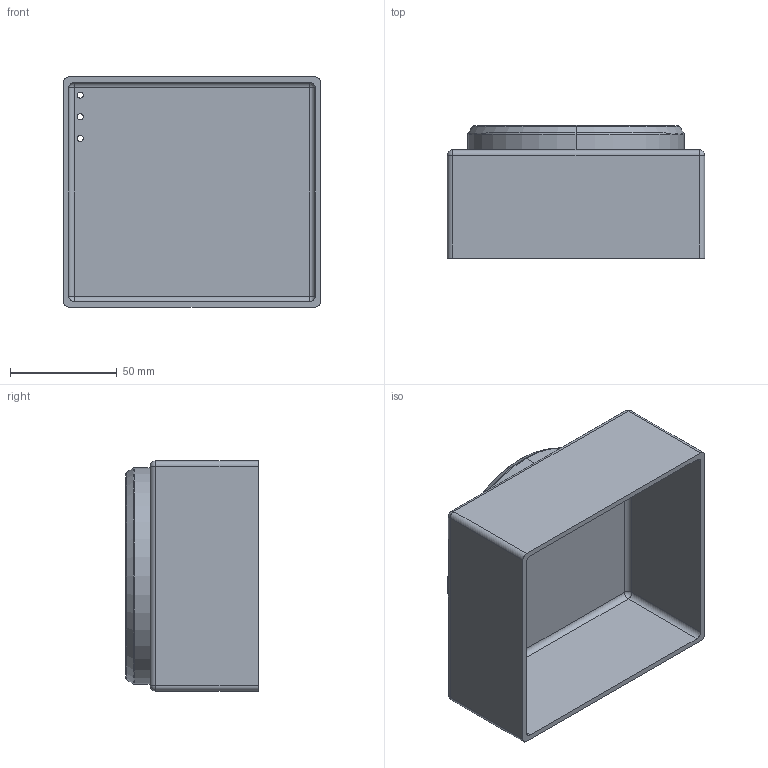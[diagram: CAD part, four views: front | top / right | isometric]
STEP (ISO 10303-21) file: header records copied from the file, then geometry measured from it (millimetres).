
FILE_DESCRIPTION (( 'STEP AP214' ), '1' );
FILE_NAME ('new soap.STEP', '2017-07-28T08:51:28', ( '' ), ( '' ), 'SwSTEP 2.0', 'SolidWorks 2016', '' );
FILE_SCHEMA (( 'AUTOMOTIVE_DESIGN' ));
Length unit declared in the file: inch
Products named in the file (1): new soap
Bounding box: 120.65 x 62.23 x 107.95 mm (x, y, z)
Volume: 141531.1 mm3; surface area: 73531.2 mm2
Topology: 1 solids, 1 shells, 60 faces, 136 edges, 74 vertices
Faces by surface type: cylinder 24, plane 14, torus 8, sphere 8, cone 4, bspline 2
Entity records: 1681 total; most frequent: DIRECTION 312, CARTESIAN_POINT 289, ORIENTED_EDGE 256, AXIS2_PLACEMENT_3D 129, EDGE_CURVE 128, VERTEX_POINT 74, CIRCLE 70, EDGE_LOOP 70
